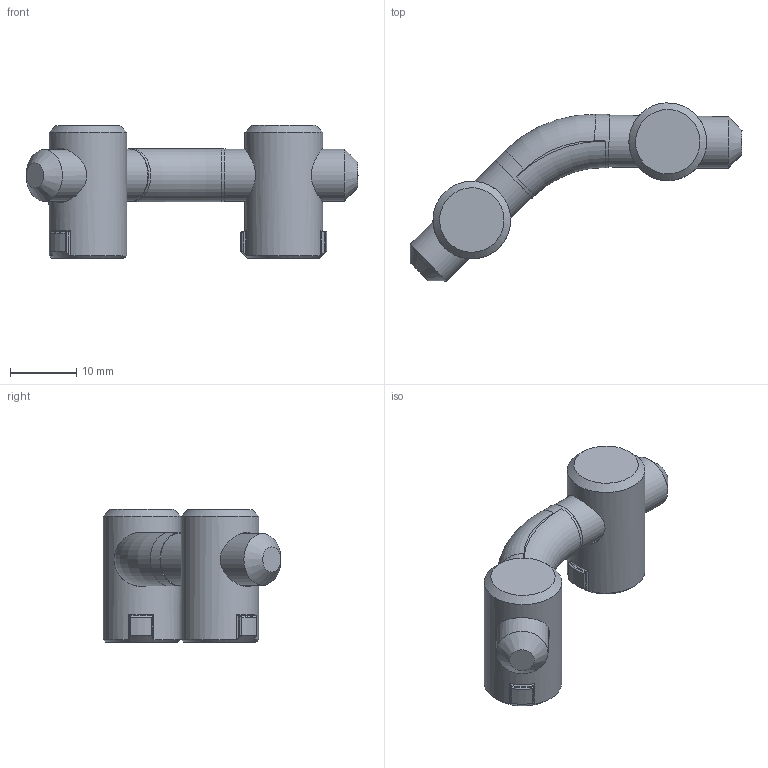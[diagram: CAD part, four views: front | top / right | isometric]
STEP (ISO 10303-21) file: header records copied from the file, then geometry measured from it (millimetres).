
FILE_DESCRIPTION(/* description */ (''),/* implementation_level */ '2;1');
FILE_NAME(/* name */ '13089_KriTec_Gehrungsverbinder_8_135Grad.stp',/* time_stamp */ '2015-02-16T12:18:31+01:00',/* author */ ('kostic'),/* organization */ (''),/* preprocessor_version */ 'ST-DEVELOPER v15.2',/* originating_system */ 'Autodesk Inventor 2014',/* authorisation */ '');
FILE_SCHEMA (('CONFIG_CONTROL_DESIGN'));
Length unit declared in the file: millimetre
Products named in the file (4): Gehrungsverbinder_135°; Querriegel_Zentralverbinder_8; DIN 914 - M8 x 10; 13089_KriTec_Gehrungsverbinder_8_135Grad
Bounding box: 49.99 x 26.8 x 20.03 mm (x, y, z)
Volume: 5856.1 mm3; surface area: 4515.9 mm2
Topology: 5 solids, 5 shells, 94 faces, 241 edges, 157 vertices
Faces by surface type: plane 38, cylinder 32, cone 14, torus 10
Full cylindrical faces by diameter (mm): 6.647 x2, 7.8 x2, 8 x4, 8.15 x2, 11.7 x2
Entity records: 1797 total; most frequent: CARTESIAN_POINT 572, DIRECTION 236, ORIENTED_EDGE 220, EDGE_CURVE 110, AXIS2_PLACEMENT_3D 100, VERTEX_POINT 80, EDGE_LOOP 76, ADVANCED_FACE 54
